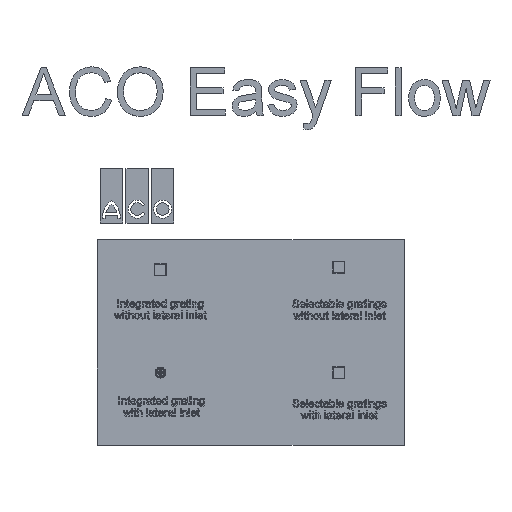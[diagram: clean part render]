
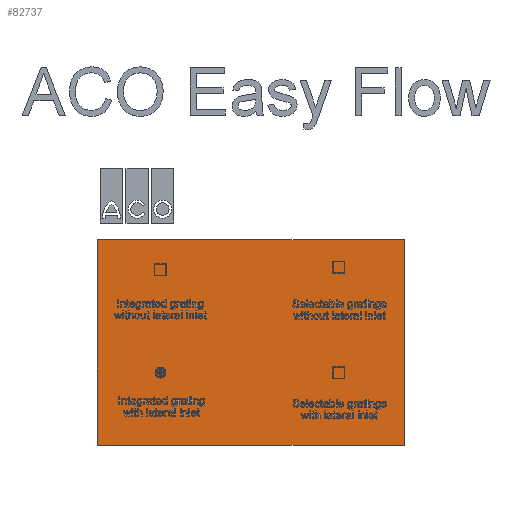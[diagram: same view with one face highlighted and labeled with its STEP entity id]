
A CAD part, top view. The second image highlights one B-rep face of the part: STEP entity #82737.
In plain terms, the highlighted planar face has unit normal (0, 0, 1).
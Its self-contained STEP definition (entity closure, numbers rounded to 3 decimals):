
#5153=FACE_OUTER_BOUND('',#9532,.T.);
#9532=EDGE_LOOP('',(#73412,#73413,#73414,#73415));
#20762=LINE('',#131508,#32033);
#20763=LINE('',#131510,#32034);
#20764=LINE('',#131512,#32035);
#20765=LINE('',#131513,#32036);
#32033=VECTOR('',#107780,304.8);
#32034=VECTOR('',#107781,304.8);
#32035=VECTOR('',#107782,304.8);
#32036=VECTOR('',#107783,304.8);
#39687=VERTEX_POINT('',#131506);
#39688=VERTEX_POINT('',#131507);
#39689=VERTEX_POINT('',#131509);
#39690=VERTEX_POINT('',#131511);
#50990=EDGE_CURVE('',#39687,#39688,#20762,.T.);
#50991=EDGE_CURVE('',#39688,#39689,#20763,.T.);
#50992=EDGE_CURVE('',#39689,#39690,#20764,.T.);
#50993=EDGE_CURVE('',#39690,#39687,#20765,.T.);
#73412=ORIENTED_EDGE('',*,*,#50990,.T.);
#73413=ORIENTED_EDGE('',*,*,#50991,.T.);
#73414=ORIENTED_EDGE('',*,*,#50992,.T.);
#73415=ORIENTED_EDGE('',*,*,#50993,.T.);
#78572=PLANE('',#88291);
#82737=ADVANCED_FACE('',(#5153),#78572,.T.);
#88291=AXIS2_PLACEMENT_3D('',#131505,#107778,#107779);
#107778=DIRECTION('center_axis',(0.,0.,1.));
#107779=DIRECTION('ref_axis',(0.,1.,0.));
#107780=DIRECTION('',(-1.,0.,0.));
#107781=DIRECTION('',(0.,-1.,0.));
#107782=DIRECTION('',(1.,0.,0.));
#107783=DIRECTION('',(0.,1.,0.));
#131505=CARTESIAN_POINT('Origin',(-11731.19,12207.573,0.));
#131506=CARTESIAN_POINT('',(-11731.19,11887.573,0.));
#131507=CARTESIAN_POINT('',(-15591.19,11887.573,0.));
#131508=CARTESIAN_POINT('',(-11731.19,11887.573,0.));
#131509=CARTESIAN_POINT('',(-15591.19,9307.573,0.));
#131510=CARTESIAN_POINT('',(-15591.19,11887.573,0.));
#131511=CARTESIAN_POINT('',(-11731.19,9307.573,0.));
#131512=CARTESIAN_POINT('',(-15591.19,9307.573,0.));
#131513=CARTESIAN_POINT('',(-11731.19,9307.573,0.));
